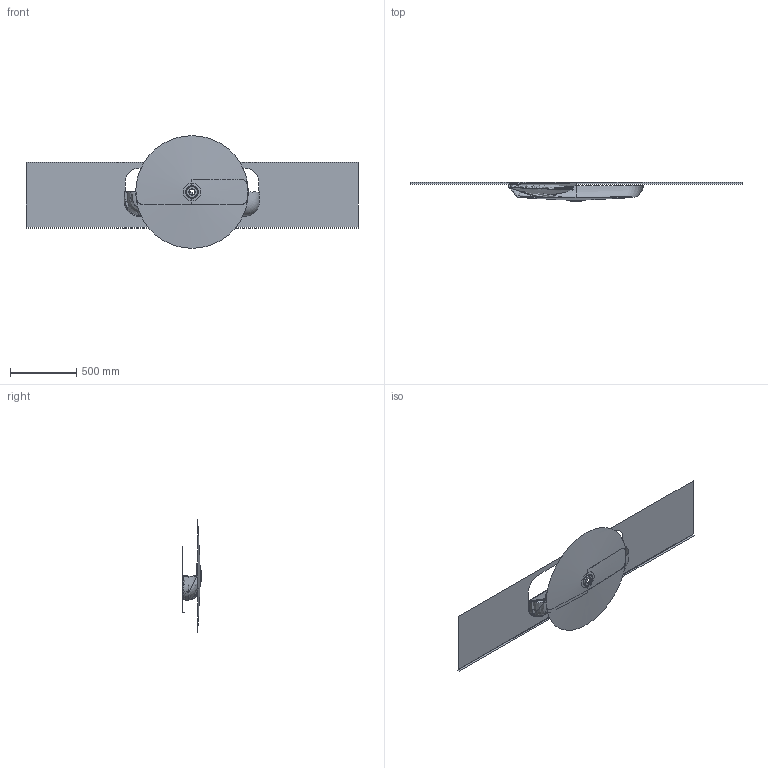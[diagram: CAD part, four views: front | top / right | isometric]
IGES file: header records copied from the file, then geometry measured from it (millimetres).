
Start section: SolidWorks IGES file using analytic representation for surfaces
Global section: file name: CALI100-M.IGS; native system: SolidWorks 2020; preprocessor: SolidWorks 2020; author: cedric.miclo; date: 210910.102431; units: millimetre
Bounding box: 2500 x 147.62 x 848.91 mm (x, y, z)
Surface area: 2061116.1 mm2 (no closed solid volume)
Topology: 0 solids, 0 shells, 20 faces, 782 edges, 790 vertices
Faces by surface type: revolution 11, bspline 9
